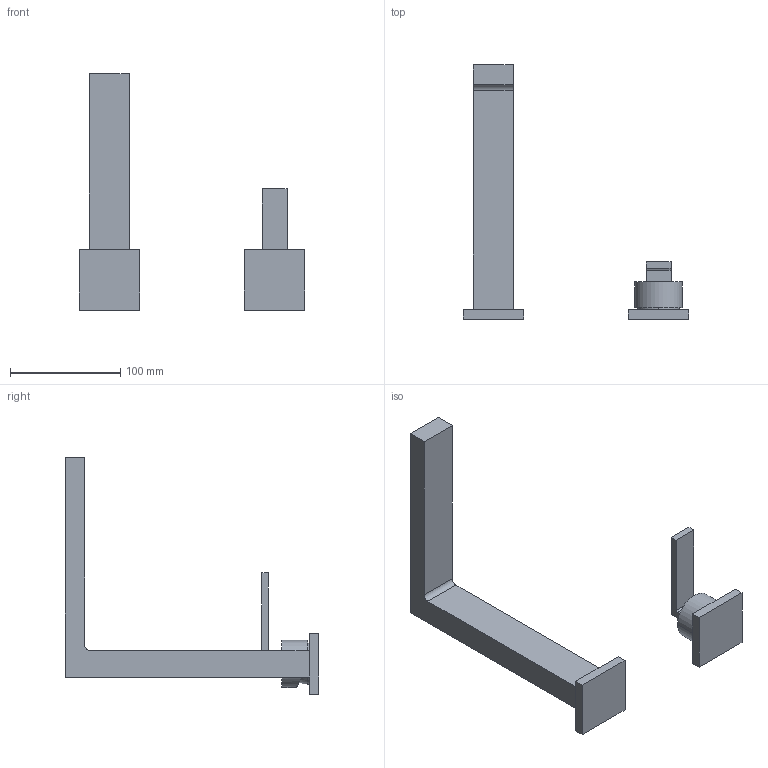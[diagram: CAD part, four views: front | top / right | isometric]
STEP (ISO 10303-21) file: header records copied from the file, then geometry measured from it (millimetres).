
FILE_DESCRIPTION (( 'STEP AP214' ), '1' );
FILE_NAME ('32805680.STEP', '2020-10-19T09:00:05', ( '' ), ( '' ), 'SwSTEP 2.0', 'SolidWorks 2020', '' );
FILE_SCHEMA (( 'AUTOMOTIVE_DESIGN' ));
Length unit declared in the file: millimetre
Products named in the file (7): Planungsmodell_Hebel-+-09.20.78.010-01_-_PDB_092078010-00; Planungsmodell_Rosette-+-09.27.78.023-1; Planungsmodell_Auslauf-+-09.11.06.192-1; Planungsmodell_Rosette-+-09.27.78.007-1; Planungsmodell_Mutter-+-09.24.04.142-1; 32805680; Planungsmodell_Unterteil-+-09.20.78.040-01_-
Assembly tree (6 placements, depth 2):
  32805680
    Planungsmodell_Rosette-+-09.27.78.023-1
    Planungsmodell_Auslauf-+-09.11.06.192-1
    Planungsmodell_Unterteil-+-09.20.78.040-01_-
    Planungsmodell_Hebel-+-09.20.78.010-01_-_PDB_092078010-00
    Planungsmodell_Mutter-+-09.24.04.142-1
    Planungsmodell_Rosette-+-09.27.78.007-1
Bounding box: 205.05 x 230.45 x 214.55 mm (x, y, z)
Volume: 413287.5 mm3; surface area: 78083.3 mm2
Topology: 6 solids, 6 shells, 45 faces, 99 edges, 64 vertices
Faces by surface type: plane 37, cylinder 6, sphere 2
Entity records: 1508 total; most frequent: DIRECTION 231, CARTESIAN_POINT 218, ORIENTED_EDGE 194, EDGE_CURVE 97, AXIS2_PLACEMENT_3D 81, VECTOR 69, LINE 69, VERTEX_POINT 64
